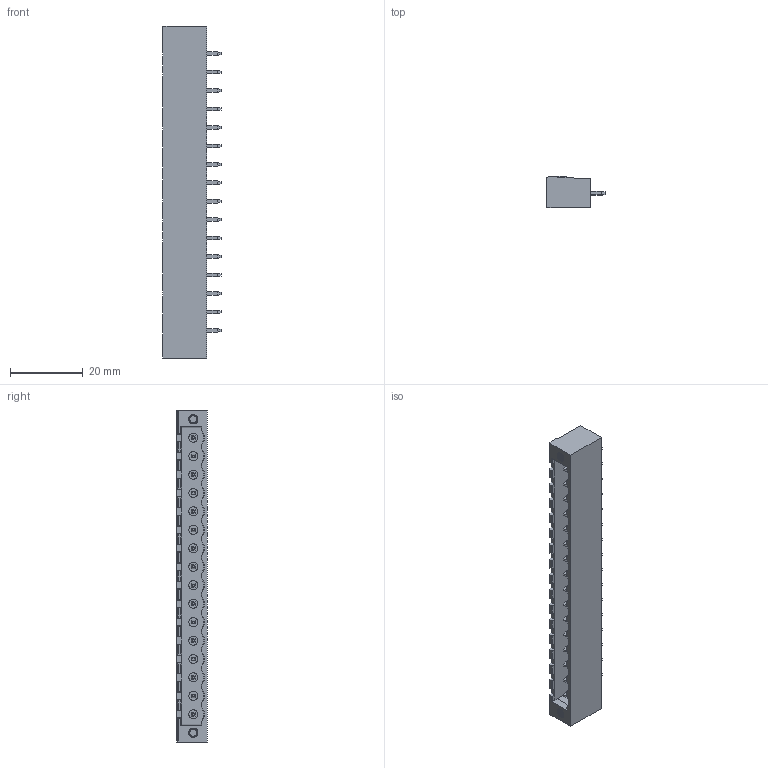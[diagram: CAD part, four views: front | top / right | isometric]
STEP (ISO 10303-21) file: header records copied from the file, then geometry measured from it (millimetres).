
FILE_DESCRIPTION (( 'STEP AP214' ), '1' );
FILE_NAME ('CUI_DEVICES_TBP01R2W-508-16BE.step', '2019-10-22T02:46:53', ( '' ), ( '' ), 'SwSTEP 2.0', 'SolidWorks 2019', '' );
FILE_SCHEMA (( 'AUTOMOTIVE_DESIGN' ));
Length unit declared in the file: millimetre
Products named in the file (1): CUI_DEVICES_TBP01R2W-508-16BE
Bounding box: 16 x 8.5 x 91.44 mm (x, y, z)
Volume: 5061.1 mm3; surface area: 6284 mm2
Topology: 1 solids, 1 shells, 825 faces, 2031 edges, 1226 vertices
Faces by surface type: plane 515, cylinder 252, bspline 36, cone 22
Entity records: 31479 total; most frequent: CARTESIAN_POINT 8709, ORIENTED_EDGE 3998, DIRECTION 3509, EDGE_CURVE 1999, VECTOR 1417, LINE 1417, VERTEX_POINT 1226, AXIS2_PLACEMENT_3D 1046
